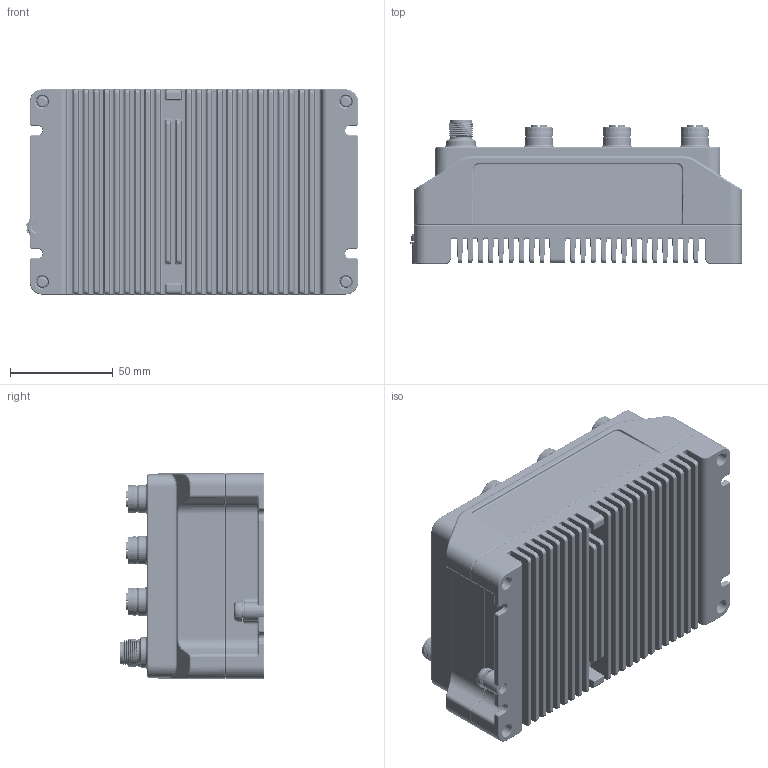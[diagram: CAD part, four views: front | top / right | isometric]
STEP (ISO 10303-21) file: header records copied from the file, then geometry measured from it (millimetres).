
FILE_DESCRIPTION (( 'STEP AP214' ), '1' );
FILE_NAME ('8GE Unmanaged non-PoE PC Label for EKI-9508G-W-B(STEP).STEP', '2024-07-26T08:28:20', ( '' ), ( '' ), 'SwSTEP 2.0', 'SolidWorks 2022', '' );
FILE_SCHEMA (( 'AUTOMOTIVE_DESIGN' ));
Products named in the file (1): 8GE Unmanaged non-PoE PC Label for EKI-9508G-W-B(STEP)
Bounding box: 161.84 x 70.48 x 100 mm (x, y, z)
Volume: 743281.2 mm3; surface area: 132642.4 mm2
Topology: 1 solids, 26 shells, 7007 faces, 18181 edges, 11760 vertices
Faces by surface type: plane 2572, bspline 2269, cylinder 1682, torus 298, cone 178, sphere 8
Entity records: 257678 total; most frequent: CARTESIAN_POINT 101938, ORIENTED_EDGE 36258, DIRECTION 26450, EDGE_CURVE 18129, VERTEX_POINT 11756, AXIS2_PLACEMENT_3D 9146, VECTOR 8158, LINE 8158
